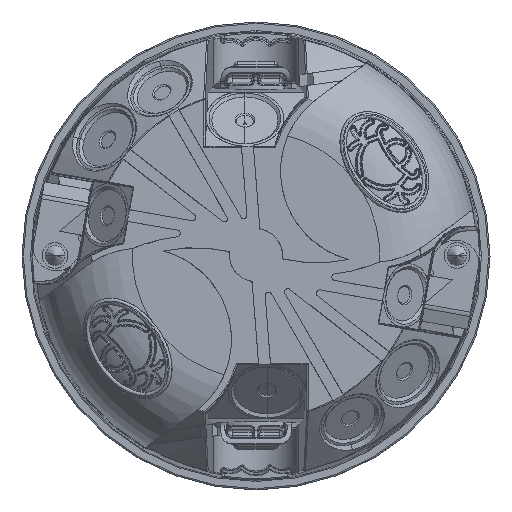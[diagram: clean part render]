
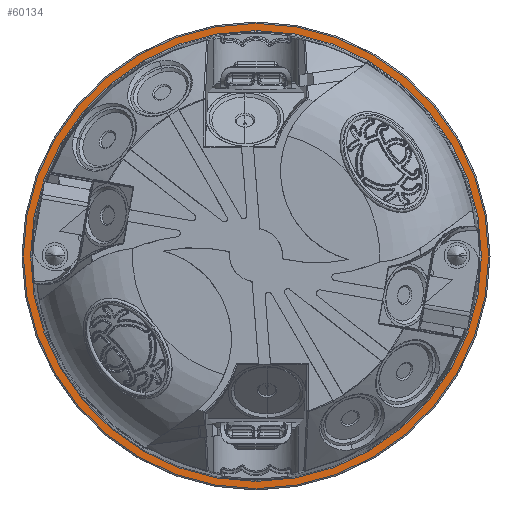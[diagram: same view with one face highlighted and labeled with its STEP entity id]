
A CAD part, top view. The second image highlights one B-rep face of the part: STEP entity #60134.
In plain terms, the highlighted face is planar.
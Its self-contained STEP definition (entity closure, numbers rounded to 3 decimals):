
#6175 = CARTESIAN_POINT ( 'NONE',  ( 0., 0., -0.6 ) ) ;
#8141 = DIRECTION ( 'NONE',  ( 0., 0., 1. ) ) ;
#13313 = AXIS2_PLACEMENT_3D ( 'NONE', #80941, #44805, #83435 ) ;
#15392 = EDGE_CURVE ( 'NONE', #48622, #66519, #78284, .T. ) ;
#18127 = DIRECTION ( 'NONE',  ( 1., 0., 0. ) ) ;
#21206 = VERTEX_POINT ( 'NONE', #80391 ) ;
#27756 = DIRECTION ( 'NONE',  ( 0., 0., 1. ) ) ;
#32367 = ORIENTED_EDGE ( 'NONE', *, *, #119112, .T. ) ;
#36086 = EDGE_LOOP ( 'NONE', ( #32367, #83984 ) ) ;
#41774 = CIRCLE ( 'NONE', #13313, 35.197 ) ;
#43221 = DIRECTION ( 'NONE',  ( 1., 0., 0. ) ) ;
#43667 = AXIS2_PLACEMENT_3D ( 'NONE', #115104, #56190, #18127 ) ;
#44805 = DIRECTION ( 'NONE',  ( 0., 0., -1. ) ) ;
#48622 = VERTEX_POINT ( 'NONE', #119428 ) ;
#51451 = DIRECTION ( 'NONE',  ( 0., 0., 1. ) ) ;
#52082 = CARTESIAN_POINT ( 'NONE',  ( 0., 0., -0.6 ) ) ;
#55041 = DIRECTION ( 'NONE',  ( 1., 0., 0. ) ) ;
#55158 = PLANE ( 'NONE',  #85413 ) ;
#56190 = DIRECTION ( 'NONE',  ( 0., 0., -1. ) ) ;
#60134 = ADVANCED_FACE ( 'NONE', ( #93175, #75418 ), #55158, .F. ) ;
#66519 = VERTEX_POINT ( 'NONE', #97857 ) ;
#67404 = CARTESIAN_POINT ( 'NONE',  ( 35.197, 0., -0.6 ) ) ;
#67765 = CIRCLE ( 'NONE', #116376, 34.093 ) ;
#75418 = FACE_OUTER_BOUND ( 'NONE', #36086, .T. ) ;
#78284 = CIRCLE ( 'NONE', #110612, 34.093 ) ;
#80391 = CARTESIAN_POINT ( 'NONE',  ( -35.197, 0., -0.6 ) ) ;
#80941 = CARTESIAN_POINT ( 'NONE',  ( 0., 0., -0.6 ) ) ;
#81057 = EDGE_CURVE ( 'NONE', #66519, #48622, #67765, .T. ) ;
#83435 = DIRECTION ( 'NONE',  ( 1., 0., 0. ) ) ;
#83984 = ORIENTED_EDGE ( 'NONE', *, *, #117998, .T. ) ;
#85413 = AXIS2_PLACEMENT_3D ( 'NONE', #102098, #8141, #85549 ) ;
#85549 = DIRECTION ( 'NONE',  ( 1., 0., 0. ) ) ;
#93175 = FACE_BOUND ( 'NONE', #117044, .T. ) ;
#96472 = ORIENTED_EDGE ( 'NONE', *, *, #81057, .T. ) ;
#97857 = CARTESIAN_POINT ( 'NONE',  ( -34.093, 0., -0.6 ) ) ;
#98267 = CIRCLE ( 'NONE', #43667, 35.197 ) ;
#102098 = CARTESIAN_POINT ( 'NONE',  ( 0., 0., -0.6 ) ) ;
#110612 = AXIS2_PLACEMENT_3D ( 'NONE', #6175, #27756, #55041 ) ;
#115104 = CARTESIAN_POINT ( 'NONE',  ( 0., 0., -0.6 ) ) ;
#116376 = AXIS2_PLACEMENT_3D ( 'NONE', #52082, #51451, #43221 ) ;
#116495 = ORIENTED_EDGE ( 'NONE', *, *, #15392, .T. ) ;
#117044 = EDGE_LOOP ( 'NONE', ( #116495, #96472 ) ) ;
#117998 = EDGE_CURVE ( 'NONE', #21206, #118247, #98267, .T. ) ;
#118247 = VERTEX_POINT ( 'NONE', #67404 ) ;
#119112 = EDGE_CURVE ( 'NONE', #118247, #21206, #41774, .T. ) ;
#119428 = CARTESIAN_POINT ( 'NONE',  ( 34.093, 0., -0.6 ) ) ;
